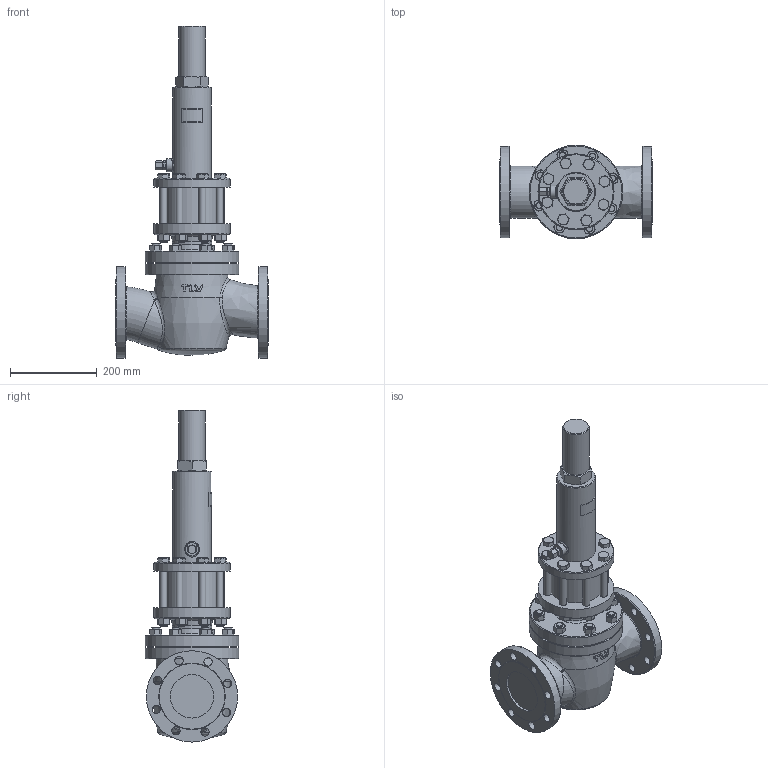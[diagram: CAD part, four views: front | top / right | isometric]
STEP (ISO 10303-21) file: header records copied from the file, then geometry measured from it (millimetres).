
FILE_DESCRIPTION(/* description */ (''),/* implementation_level */ '2;1');
FILE_NAME(/* name */ 'pcv10-100-jis10-00.stp',/* time_stamp */ '2020-03-27T07:37:25+09:00',/* author */ ('nakaot'),/* organization */ (''),/* preprocessor_version */ 'ST-DEVELOPER v18',/* originating_system */ 'Autodesk Inventor 2020',/* authorisation */ '');
FILE_SCHEMA (('AUTOMOTIVE_DESIGN { 1 0 10303 214 3 1 1 }'));
Length unit declared in the file: millimetre
Products named in the file (1): pcv10-100-jis10-00
Bounding box: 352 x 215 x 764 mm (x, y, z)
Volume: 12910337.7 mm3; surface area: 740123.7 mm2
Topology: 1 solids, 2 shells, 539 faces, 1243 edges, 772 vertices
Faces by surface type: plane 245, cone 195, cylinder 73, bspline 13, torus 12, sphere 1
Full cylindrical faces by diameter (mm): 14 x1, 16 x24, 17.3 x1, 19 x16, 30 x1, 60.5 x1, 89.1 x1, 90 x1, 100 x2, 100.6 x1, 122 x1, 151 x2, 154.9 x1, 175 x2, 210 x2, 215 x2
Entity records: 16862 total; most frequent: CARTESIAN_POINT 5350, ORIENTED_EDGE 2484, DIRECTION 2309, EDGE_CURVE 1242, AXIS2_PLACEMENT_3D 934, VERTEX_POINT 772, EDGE_LOOP 652, FACE_OUTER_BOUND 539
